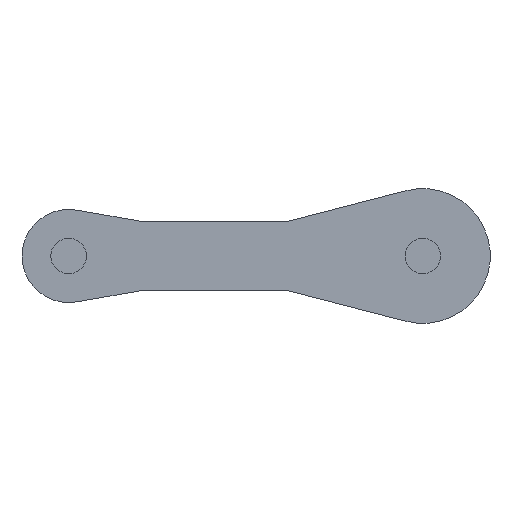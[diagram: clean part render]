
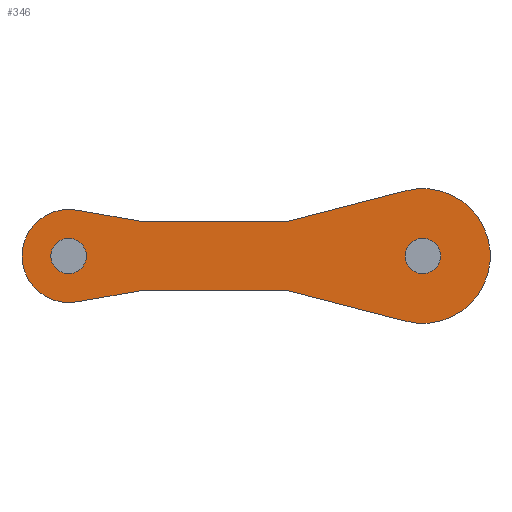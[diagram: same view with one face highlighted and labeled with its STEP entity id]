
A CAD part, left-side view. The second image highlights one B-rep face of the part: STEP entity #346.
In plain terms, the highlighted planar face has unit normal (-1, 0, 0).
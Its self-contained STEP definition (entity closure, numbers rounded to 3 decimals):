
#15=FACE_BOUND('',#73,.T.);
#16=FACE_BOUND('',#74,.T.);
#26=PLANE('',#400);
#50=FACE_OUTER_BOUND('',#72,.T.);
#72=EDGE_LOOP('',(#305,#306,#307,#308,#309,#310,#311,#312));
#73=EDGE_LOOP('',(#313));
#74=EDGE_LOOP('',(#314));
#87=CIRCLE('',#384,78.905);
#89=CIRCLE('',#389,30.);
#91=CIRCLE('',#393,30.);
#92=CIRCLE('',#398,114.143);
#106=LINE('',#564,#134);
#109=LINE('',#569,#137);
#112=LINE('',#577,#140);
#116=LINE('',#596,#144);
#118=LINE('',#600,#146);
#120=LINE('',#606,#148);
#134=VECTOR('',#458,10.);
#137=VECTOR('',#463,10.);
#140=VECTOR('',#472,10.);
#144=VECTOR('',#496,10.);
#146=VECTOR('',#500,10.);
#148=VECTOR('',#508,10.);
#165=VERTEX_POINT('',#561);
#166=VERTEX_POINT('',#563);
#167=VERTEX_POINT('',#567);
#168=VERTEX_POINT('',#571);
#169=VERTEX_POINT('',#575);
#171=VERTEX_POINT('',#582);
#173=VERTEX_POINT('',#589);
#174=VERTEX_POINT('',#594);
#175=VERTEX_POINT('',#598);
#176=VERTEX_POINT('',#602);
#202=EDGE_CURVE('',#165,#166,#106,.T.);
#205=EDGE_CURVE('',#165,#167,#109,.T.);
#207=EDGE_CURVE('',#168,#167,#87,.T.);
#209=EDGE_CURVE('',#169,#168,#112,.T.);
#212=EDGE_CURVE('',#171,#171,#89,.T.);
#215=EDGE_CURVE('',#173,#173,#91,.T.);
#217=EDGE_CURVE('',#169,#174,#116,.T.);
#219=EDGE_CURVE('',#174,#175,#118,.T.);
#221=EDGE_CURVE('',#176,#175,#92,.T.);
#222=EDGE_CURVE('',#166,#176,#120,.T.);
#305=ORIENTED_EDGE('',*,*,#202,.F.);
#306=ORIENTED_EDGE('',*,*,#205,.T.);
#307=ORIENTED_EDGE('',*,*,#207,.F.);
#308=ORIENTED_EDGE('',*,*,#209,.F.);
#309=ORIENTED_EDGE('',*,*,#217,.T.);
#310=ORIENTED_EDGE('',*,*,#219,.T.);
#311=ORIENTED_EDGE('',*,*,#221,.F.);
#312=ORIENTED_EDGE('',*,*,#222,.F.);
#313=ORIENTED_EDGE('',*,*,#212,.T.);
#314=ORIENTED_EDGE('',*,*,#215,.T.);
#346=ADVANCED_FACE('',(#50,#15,#16),#26,.F.);
#384=AXIS2_PLACEMENT_3D('',#573,#467,#468);
#389=AXIS2_PLACEMENT_3D('',#584,#480,#481);
#393=AXIS2_PLACEMENT_3D('',#591,#489,#490);
#398=AXIS2_PLACEMENT_3D('',#604,#504,#505);
#400=AXIS2_PLACEMENT_3D('',#607,#509,#510);
#458=DIRECTION('',(0.,-1.,0.));
#463=DIRECTION('',(0.,0.985,0.171));
#467=DIRECTION('center_axis',(1.,0.,0.));
#468=DIRECTION('ref_axis',(0.,-0.171,-0.985));
#472=DIRECTION('',(0.,0.985,-0.171));
#480=DIRECTION('center_axis',(1.,0.,0.));
#481=DIRECTION('ref_axis',(0.,0.,-1.));
#489=DIRECTION('center_axis',(1.,0.,0.));
#490=DIRECTION('ref_axis',(0.,0.,-1.));
#496=DIRECTION('',(0.,-1.,0.));
#500=DIRECTION('',(0.,-0.968,-0.251));
#504=DIRECTION('center_axis',(1.,0.,0.));
#505=DIRECTION('ref_axis',(0.,0.251,0.968));
#508=DIRECTION('',(0.,-0.968,0.251));
#509=DIRECTION('center_axis',(1.,0.,0.));
#510=DIRECTION('ref_axis',(0.,0.,-1.));
#561=CARTESIAN_POINT('',(0.,320.829,268.572));
#563=CARTESIAN_POINT('',(0.,78.218,268.572));
#564=CARTESIAN_POINT('',(0.,320.829,268.572));
#567=CARTESIAN_POINT('',(0.,433.997,288.228));
#569=CARTESIAN_POINT('',(0.,320.829,268.572));
#571=CARTESIAN_POINT('',(0.,433.997,132.747));
#573=CARTESIAN_POINT('Origin',(0.,447.5,210.488));
#575=CARTESIAN_POINT('',(0.,320.829,152.403));
#577=CARTESIAN_POINT('',(0.,320.829,152.403));
#582=CARTESIAN_POINT('',(0.,447.5,240.488));
#584=CARTESIAN_POINT('Origin',(0.,447.5,210.488));
#589=CARTESIAN_POINT('',(0.,-152.5,240.488));
#591=CARTESIAN_POINT('Origin',(0.,-152.5,210.488));
#594=CARTESIAN_POINT('',(0.,78.218,152.403));
#596=CARTESIAN_POINT('',(0.,320.829,152.403));
#598=CARTESIAN_POINT('',(0.,-123.846,99.999));
#600=CARTESIAN_POINT('',(0.,78.218,152.403));
#602=CARTESIAN_POINT('',(0.,-123.846,320.976));
#604=CARTESIAN_POINT('Origin',(0.,-152.5,210.488));
#606=CARTESIAN_POINT('',(0.,78.218,268.572));
#607=CARTESIAN_POINT('Origin',(0.,129.881,210.488));
